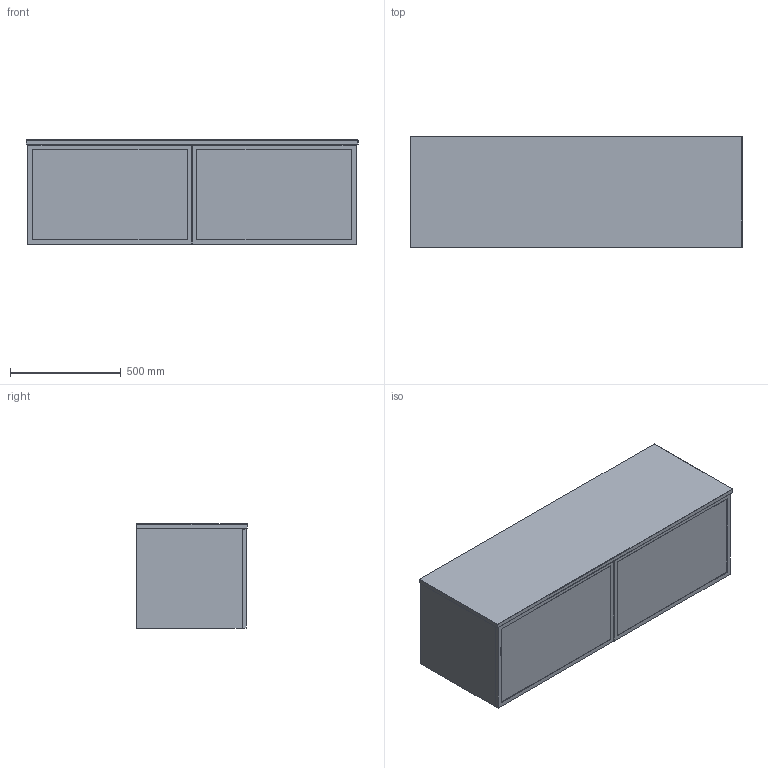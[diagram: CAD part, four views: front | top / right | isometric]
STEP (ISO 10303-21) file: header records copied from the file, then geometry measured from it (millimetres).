
FILE_DESCRIPTION(/* description */ (''),/* implementation_level */ '2;1');
FILE_NAME(/* name */ 'Kado Lux Slim 1500 (20MM)',/* time_stamp */ '2025-07-09T15:05:08+10:00',/* author */ (''),/* organization */ (''),/* preprocessor_version */ 'ST-DEVELOPER v16.5',/* originating_system */ '',/* authorisation */ '');
FILE_SCHEMA (('AUTOMOTIVE_DESIGN'));
Length unit declared in the file: millimetre
Products named in the file (10): Document; Kado Lux Slim 1500 (20MM); 20MM Benchtops (All-Drawer)16; 1500 Benchtop (20MM) DRW14; 1500 Benchtop (20MM) DRW45678910; Kado Lux Slim ALL1718; Kado Lux Slim 150015; Kado Lux Slim Carcass 15002; Lux Slim Drawer Front 74013; Lux Slim Drawer Front 74012
Assembly tree (10 placements, depth 6):
  Document
    Kado Lux Slim 1500 (20MM)
      20MM Benchtops (All-Drawer)16
        1500 Benchtop (20MM) DRW14
          1500 Benchtop (20MM) DRW45678910
      Kado Lux Slim ALL1718
        Kado Lux Slim 150015
          Kado Lux Slim Carcass 15002
          Lux Slim Drawer Front 74013  x2
            Lux Slim Drawer Front 74012
Bounding box: 1500 x 500 x 470 mm (x, y, z)
Volume: 54610310.9 mm3; surface area: 6906116.5 mm2
Topology: 8 solids, 8 shells, 72 faces, 150 edges, 92 vertices
Faces by surface type: plane 58, cylinder 10, bspline 4
Entity records: 1837 total; most frequent: CARTESIAN_POINT 600, ORIENTED_EDGE 244, EDGE_CURVE 122, B_SPLINE_CURVE_WITH_KNOTS 106, DIRECTION 103, AXIS2_PLACEMENT_3D 80, VERTEX_POINT 76, EDGE_LOOP 62
